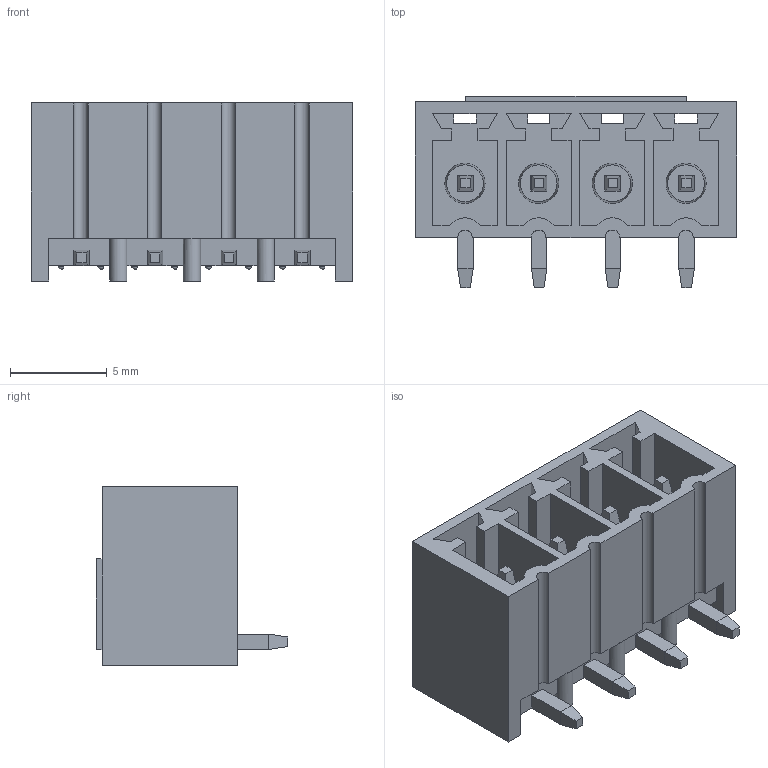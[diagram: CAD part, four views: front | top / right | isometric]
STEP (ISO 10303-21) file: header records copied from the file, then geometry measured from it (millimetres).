
FILE_DESCRIPTION( ( 'Unknown' ), '1' );
FILE_NAME( '691701340004B.stp', 'Unknown', ( 'Quentin LAIDEBEUR' ), ( 'WE' ), 'PSStep 15.0.49', 'Sample-box', ' ' );
FILE_SCHEMA( ( 'AUTOMOTIVE_DESIGN { 1 0 10303 214 1 1 1 1 }' ) );
Length unit declared in the file: millimetre
Products named in the file (3): Assem1; 04; 6917013400xxB_PIN
Assembly tree (5 placements, depth 2):
  Assem1
    04
    6917013400xxB_PIN  x4
Bounding box: 16.63 x 9.9 x 9.2 mm (x, y, z)
Volume: 536.7 mm3; surface area: 1545.4 mm2
Topology: 5 solids, 5 shells, 261 faces, 700 edges, 455 vertices
Faces by surface type: plane 219, cylinder 30, sphere 8, cone 4
Full cylindrical faces by diameter (mm): 0.3 x8, 0.9 x6
Entity records: 8065 total; most frequent: CARTESIAN_POINT 1120, ORIENTED_EDGE 1070, DIRECTION 1023, EDGE_CURVE 535, LINE 473, VECTOR 473, VERTEX_POINT 372, AXIS2_PLACEMENT_3D 275
